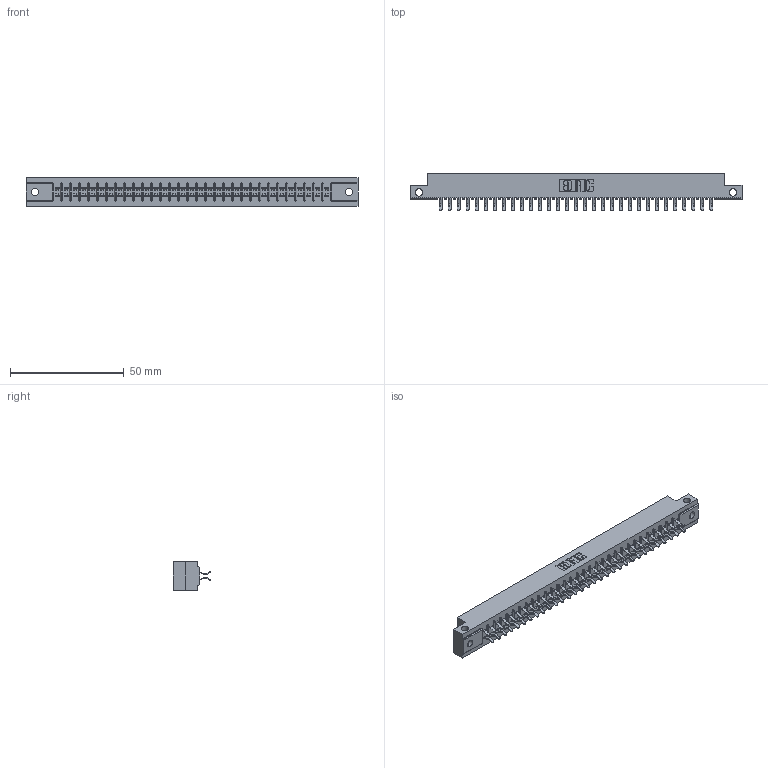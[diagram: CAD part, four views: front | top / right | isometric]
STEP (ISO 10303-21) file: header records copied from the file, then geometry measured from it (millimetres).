
FILE_DESCRIPTION (( 'STEP AP203' ), '1' );
FILE_NAME ('305-062-556-512.STEP', '2020-09-19T23:40:07', ( '' ), ( '' ), 'SwSTEP 2.0', 'SolidWorks 2020', '' );
FILE_SCHEMA (( 'CONFIG_CONTROL_DESIGN' ));
Length unit declared in the file: inch
Products named in the file (3): 305 Part_.128 Dia; 305-062-556-512; 305-290-001_556
Assembly tree (63 placements, depth 2):
  305-062-556-512
    305 Part_.128 Dia
    305-290-001_556  x62
Bounding box: 145.85 x 16.64 x 12.7 mm (x, y, z)
Volume: 14508.7 mm3; surface area: 18995.6 mm2
Topology: 63 solids, 63 shells, 3600 faces, 10365 edges, 6738 vertices
Faces by surface type: plane 1990, cylinder 1486, sphere 124
Entity records: 35532 total; most frequent: CARTESIAN_POINT 5931, ORIENTED_EDGE 5842, DIRECTION 5689, EDGE_CURVE 2921, LINE 2329, VECTOR 2329, VERTEX_POINT 1858, AXIS2_PLACEMENT_3D 1680
